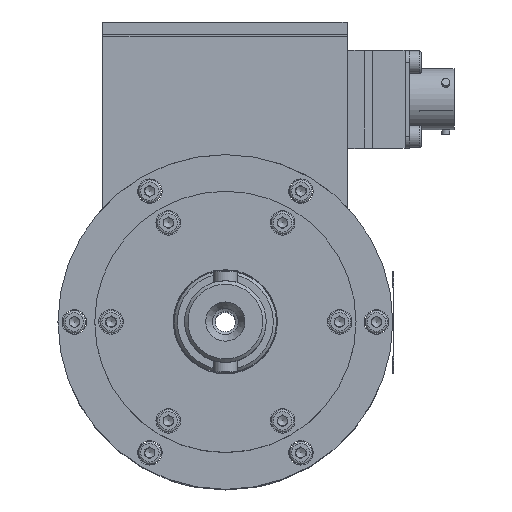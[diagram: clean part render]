
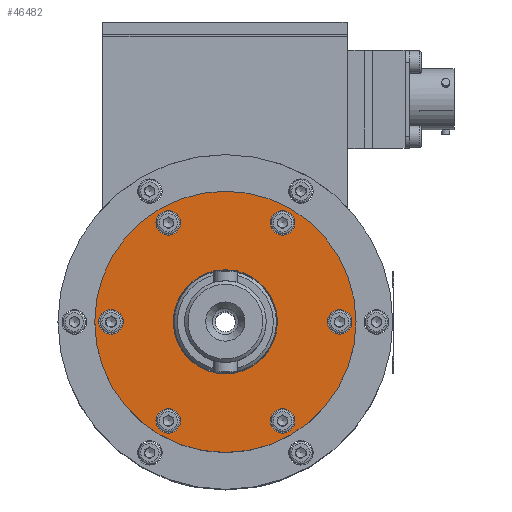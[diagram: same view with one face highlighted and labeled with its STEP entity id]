
A CAD part, top view. The second image highlights one B-rep face of the part: STEP entity #46482.
In plain terms, the highlighted planar face has unit normal (0, 0, 1).
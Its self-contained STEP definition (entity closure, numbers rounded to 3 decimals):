
#1005 = DIRECTION ( 'NONE',  ( 0., -1., 0. ) ) ;
#1745 = VERTEX_POINT ( 'NONE', #56558 ) ;
#1805 = ORIENTED_EDGE ( 'NONE', *, *, #50516, .F. ) ;
#3054 = EDGE_CURVE ( 'NONE', #33977, #33977, #51187, .T. ) ;
#4155 = VERTEX_POINT ( 'NONE', #57317 ) ;
#4438 = VERTEX_POINT ( 'NONE', #44100 ) ;
#4556 = ORIENTED_EDGE ( 'NONE', *, *, #41925, .T. ) ;
#5415 = VERTEX_POINT ( 'NONE', #31006 ) ;
#6601 = CARTESIAN_POINT ( 'NONE',  ( -28., 0., 28.8 ) ) ;
#7018 = VERTEX_POINT ( 'NONE', #31403 ) ;
#8261 = EDGE_CURVE ( 'NONE', #34823, #34823, #18590, .T. ) ;
#10711 = CIRCLE ( 'NONE', #19775, 32. ) ;
#10768 = CIRCLE ( 'NONE', #32095, 3. ) ;
#11152 = DIRECTION ( 'NONE',  ( 0., 1., 0. ) ) ;
#11295 = FACE_BOUND ( 'NONE', #40036, .T. ) ;
#11340 = FACE_OUTER_BOUND ( 'NONE', #39437, .T. ) ;
#11396 = FACE_BOUND ( 'NONE', #36531, .T. ) ;
#11441 = FACE_BOUND ( 'NONE', #57649, .T. ) ;
#11494 = FACE_BOUND ( 'NONE', #56315, .T. ) ;
#11549 = FACE_BOUND ( 'NONE', #52020, .T. ) ;
#11606 = FACE_BOUND ( 'NONE', #50678, .T. ) ;
#11725 = FACE_BOUND ( 'NONE', #56964, .T. ) ;
#12751 = EDGE_CURVE ( 'NONE', #35666, #35666, #17495, .T. ) ;
#14956 = CARTESIAN_POINT ( 'NONE',  ( -14., 27.249, 28.8 ) ) ;
#16706 = ORIENTED_EDGE ( 'NONE', *, *, #27874, .F. ) ;
#17495 = CIRCLE ( 'NONE', #22970, 3. ) ;
#18170 = ORIENTED_EDGE ( 'NONE', *, *, #39576, .F. ) ;
#18590 = CIRCLE ( 'NONE', #33725, 3. ) ;
#18819 = DIRECTION ( 'NONE',  ( 0., 0., 1. ) ) ;
#18908 = CARTESIAN_POINT ( 'NONE',  ( 0., 0., 28.8 ) ) ;
#19525 = ORIENTED_EDGE ( 'NONE', *, *, #8261, .F. ) ;
#19775 = AXIS2_PLACEMENT_3D ( 'NONE', #23919, #55065, #28366 ) ;
#21915 = DIRECTION ( 'NONE',  ( 0., 0., 1. ) ) ;
#22538 = ORIENTED_EDGE ( 'NONE', *, *, #12751, .F. ) ;
#22742 = AXIS2_PLACEMENT_3D ( 'NONE', #54499, #27793, #1005 ) ;
#22892 = ORIENTED_EDGE ( 'NONE', *, *, #3054, .F. ) ;
#22970 = AXIS2_PLACEMENT_3D ( 'NONE', #25095, #25074, #25020 ) ;
#23350 = DIRECTION ( 'NONE',  ( 0., -1., 0. ) ) ;
#23356 = PLANE ( 'NONE',  #22742 ) ;
#23919 = CARTESIAN_POINT ( 'NONE',  ( 0., 0., 28.8 ) ) ;
#24039 = CARTESIAN_POINT ( 'NONE',  ( 14., -21.249, 28.8 ) ) ;
#25020 = DIRECTION ( 'NONE',  ( 0., 1., 0. ) ) ;
#25022 = AXIS2_PLACEMENT_3D ( 'NONE', #48581, #21915, #53072 ) ;
#25074 = DIRECTION ( 'NONE',  ( 0., 0., 1. ) ) ;
#25095 = CARTESIAN_POINT ( 'NONE',  ( -14., -24.249, 28.8 ) ) ;
#27793 = DIRECTION ( 'NONE',  ( 0., 0., -1. ) ) ;
#27874 = EDGE_CURVE ( 'NONE', #1745, #1745, #10768, .T. ) ;
#28366 = DIRECTION ( 'NONE',  ( 0., -1., 0. ) ) ;
#29526 = AXIS2_PLACEMENT_3D ( 'NONE', #35607, #35406, #33544 ) ;
#30039 = AXIS2_PLACEMENT_3D ( 'NONE', #45466, #18819, #49924 ) ;
#31006 = CARTESIAN_POINT ( 'NONE',  ( 0., -32., 28.8 ) ) ;
#31403 = CARTESIAN_POINT ( 'NONE',  ( 28., 3., 28.8 ) ) ;
#32095 = AXIS2_PLACEMENT_3D ( 'NONE', #6601, #37864, #11152 ) ;
#32780 = ORIENTED_EDGE ( 'NONE', *, *, #46538, .F. ) ;
#33544 = DIRECTION ( 'NONE',  ( 0., 1., 0. ) ) ;
#33725 = AXIS2_PLACEMENT_3D ( 'NONE', #49758, #48992, #47413 ) ;
#33977 = VERTEX_POINT ( 'NONE', #14956 ) ;
#34823 = VERTEX_POINT ( 'NONE', #24039 ) ;
#35406 = DIRECTION ( 'NONE',  ( 0., 0., 1. ) ) ;
#35607 = CARTESIAN_POINT ( 'NONE',  ( -14., 24.249, 28.8 ) ) ;
#35666 = VERTEX_POINT ( 'NONE', #37767 ) ;
#36531 = EDGE_LOOP ( 'NONE', ( #16706 ) ) ;
#37767 = CARTESIAN_POINT ( 'NONE',  ( -14., -21.249, 28.8 ) ) ;
#37864 = DIRECTION ( 'NONE',  ( 0., 0., 1. ) ) ;
#39437 = EDGE_LOOP ( 'NONE', ( #32780 ) ) ;
#39576 = EDGE_CURVE ( 'NONE', #4155, #4155, #55762, .T. ) ;
#40036 = EDGE_LOOP ( 'NONE', ( #4556 ) ) ;
#41900 = CIRCLE ( 'NONE', #25022, 3. ) ;
#41918 = CIRCLE ( 'NONE', #45437, 12.75 ) ;
#41925 = EDGE_CURVE ( 'NONE', #4438, #4438, #41918, .T. ) ;
#44100 = CARTESIAN_POINT ( 'NONE',  ( 0., -12.75, 28.8 ) ) ;
#45437 = AXIS2_PLACEMENT_3D ( 'NONE', #18908, #50030, #23350 ) ;
#45466 = CARTESIAN_POINT ( 'NONE',  ( 14., 24.249, 28.8 ) ) ;
#46482 = ADVANCED_FACE ( 'NONE', ( #11549, #11606, #11494, #11725, #11441, #11396, #11340, #11295 ), #23356, .F. ) ;
#46538 = EDGE_CURVE ( 'NONE', #5415, #5415, #10711, .T. ) ;
#47413 = DIRECTION ( 'NONE',  ( 0., 1., 0. ) ) ;
#48581 = CARTESIAN_POINT ( 'NONE',  ( 28., 0., 28.8 ) ) ;
#48992 = DIRECTION ( 'NONE',  ( 0., 0., 1. ) ) ;
#49758 = CARTESIAN_POINT ( 'NONE',  ( 14., -24.249, 28.8 ) ) ;
#49924 = DIRECTION ( 'NONE',  ( 0., 1., 0. ) ) ;
#50030 = DIRECTION ( 'NONE',  ( 0., 0., -1. ) ) ;
#50516 = EDGE_CURVE ( 'NONE', #7018, #7018, #41900, .T. ) ;
#50678 = EDGE_LOOP ( 'NONE', ( #18170 ) ) ;
#51187 = CIRCLE ( 'NONE', #29526, 3. ) ;
#52020 = EDGE_LOOP ( 'NONE', ( #22892 ) ) ;
#53072 = DIRECTION ( 'NONE',  ( 0., 1., 0. ) ) ;
#54499 = CARTESIAN_POINT ( 'NONE',  ( -12.75, 0., 28.8 ) ) ;
#55065 = DIRECTION ( 'NONE',  ( 0., 0., -1. ) ) ;
#55762 = CIRCLE ( 'NONE', #30039, 3. ) ;
#56315 = EDGE_LOOP ( 'NONE', ( #1805 ) ) ;
#56558 = CARTESIAN_POINT ( 'NONE',  ( -28., 3., 28.8 ) ) ;
#56964 = EDGE_LOOP ( 'NONE', ( #19525 ) ) ;
#57317 = CARTESIAN_POINT ( 'NONE',  ( 14., 27.249, 28.8 ) ) ;
#57649 = EDGE_LOOP ( 'NONE', ( #22538 ) ) ;
